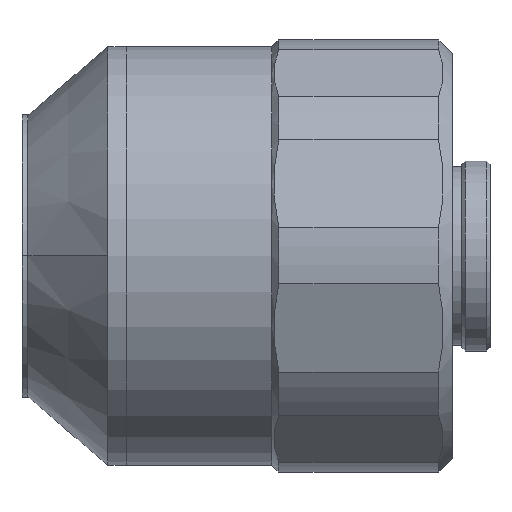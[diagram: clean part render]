
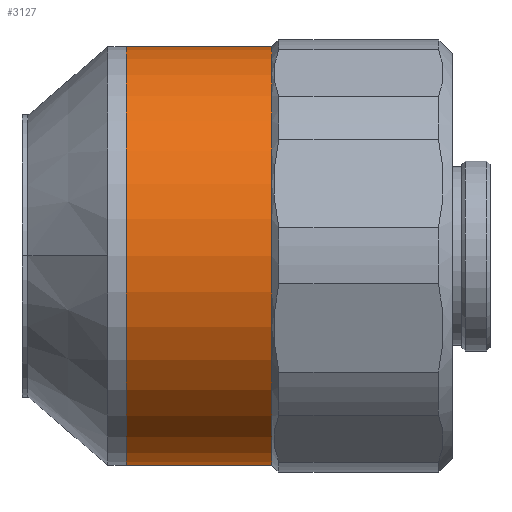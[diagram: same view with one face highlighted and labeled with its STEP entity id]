
A CAD part, top view. The second image highlights one B-rep face of the part: STEP entity #3127.
In plain terms, the highlighted cylindrical face has radius 22.3 mm (diameter 44.6 mm), a partial arc.
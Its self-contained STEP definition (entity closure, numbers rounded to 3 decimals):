
#111 = AXIS2_PLACEMENT_3D ( 'NONE', #1532, #1531, #1529 ) ;
#527 = CARTESIAN_POINT ( 'NONE',  ( 162.215, 195.729, -49.616 ) ) ;
#528 = CARTESIAN_POINT ( 'NONE',  ( 162.215, 151.129, -49.616 ) ) ;
#1183 = CARTESIAN_POINT ( 'NONE',  ( 177.709, 151.129, -49.616 ) ) ;
#1188 = CARTESIAN_POINT ( 'NONE',  ( 177.709, 195.729, -49.616 ) ) ;
#1529 = DIRECTION ( 'NONE',  ( 0., -1., 0. ) ) ;
#1531 = DIRECTION ( 'NONE',  ( -1., 0., 0. ) ) ;
#1532 = CARTESIAN_POINT ( 'NONE',  ( 169.962, 173.429, -49.616 ) ) ;
#1787 = EDGE_LOOP ( 'NONE', ( #3355, #3341, #3340, #3342 ) ) ;
#1841 = LINE ( 'NONE', #2355, #4053 ) ;
#1921 = LINE ( 'NONE', #2314, #4050 ) ;
#2012 = FACE_OUTER_BOUND ( 'NONE', #1787, .T. ) ;
#2014 = CYLINDRICAL_SURFACE ( 'NONE', #111, 22.3 ) ;
#2309 = DIRECTION ( 'NONE',  ( 0., -1., 0. ) ) ;
#2310 = DIRECTION ( 'NONE',  ( -1., 0., 0. ) ) ;
#2311 = CARTESIAN_POINT ( 'NONE',  ( 177.709, 173.429, -49.616 ) ) ;
#2313 = DIRECTION ( 'NONE',  ( -1., 0., 0. ) ) ;
#2314 = CARTESIAN_POINT ( 'NONE',  ( 169.962, 195.729, -49.616 ) ) ;
#2355 = CARTESIAN_POINT ( 'NONE',  ( 169.962, 151.129, -49.616 ) ) ;
#2357 = DIRECTION ( 'NONE',  ( 0., -1., 0. ) ) ;
#2536 = DIRECTION ( 'NONE',  ( -1., 0., 0. ) ) ;
#2537 = CARTESIAN_POINT ( 'NONE',  ( 162.215, 173.429, -49.616 ) ) ;
#2695 = DIRECTION ( 'NONE',  ( -1., 0., 0. ) ) ;
#2834 = EDGE_CURVE ( 'NONE', #3464, #3633, #1921, .T. ) ;
#2835 = EDGE_CURVE ( 'NONE', #3467, #3464, #4048, .T. ) ;
#2836 = EDGE_CURVE ( 'NONE', #3634, #3633, #3864, .T. ) ;
#2837 = EDGE_CURVE ( 'NONE', #3467, #3634, #1841, .T. ) ;
#3127 = ADVANCED_FACE ( 'NONE', ( #2012 ), #2014, .T. ) ;
#3340 = ORIENTED_EDGE ( 'NONE', *, *, #2836, .F. ) ;
#3341 = ORIENTED_EDGE ( 'NONE', *, *, #2834, .T. ) ;
#3342 = ORIENTED_EDGE ( 'NONE', *, *, #2837, .F. ) ;
#3355 = ORIENTED_EDGE ( 'NONE', *, *, #2835, .T. ) ;
#3464 = VERTEX_POINT ( 'NONE', #1188 ) ;
#3467 = VERTEX_POINT ( 'NONE', #1183 ) ;
#3633 = VERTEX_POINT ( 'NONE', #527 ) ;
#3634 = VERTEX_POINT ( 'NONE', #528 ) ;
#3864 = CIRCLE ( 'NONE', #4044, 22.3 ) ;
#4044 = AXIS2_PLACEMENT_3D ( 'NONE', #2537, #2536, #2357 ) ;
#4046 = AXIS2_PLACEMENT_3D ( 'NONE', #2311, #2310, #2309 ) ;
#4048 = CIRCLE ( 'NONE', #4046, 22.3 ) ;
#4050 = VECTOR ( 'NONE', #2313, 1000. ) ;
#4053 = VECTOR ( 'NONE', #2695, 1000. ) ;
